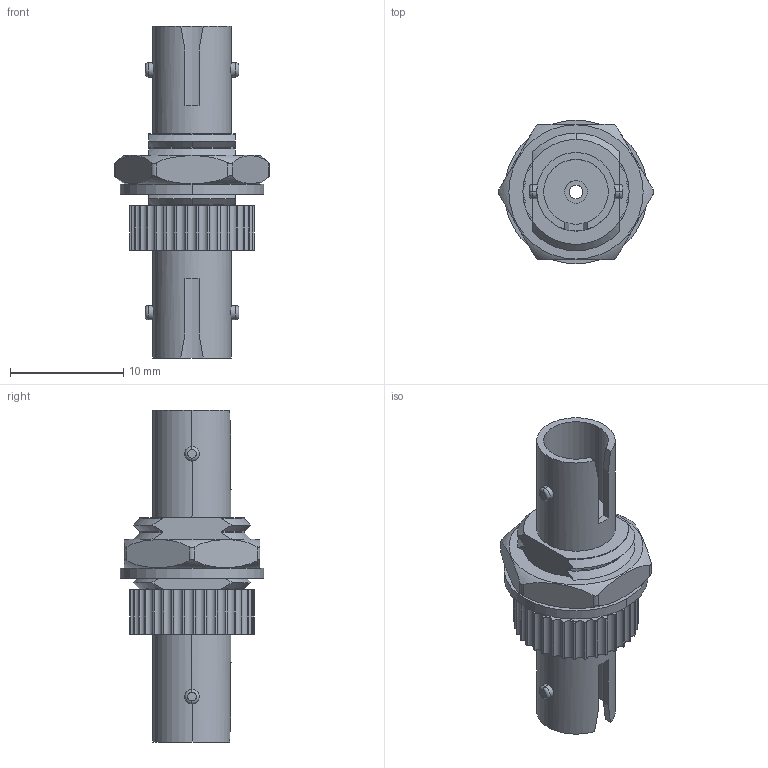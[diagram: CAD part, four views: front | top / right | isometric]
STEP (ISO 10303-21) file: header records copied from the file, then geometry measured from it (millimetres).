
FILE_DESCRIPTION (( 'STEP AP214' ), '1' );
FILE_NAME ('FOA-001_3D.step', '2025-06-04T15:05:04', ( '' ), ( '' ), 'SwSTEP 2.0', 'SolidWorks 2022', '' );
FILE_SCHEMA (( 'AUTOMOTIVE_DESIGN' ));
Length unit declared in the file: inch
Products named in the file (6): FOA-001_SLEEVE; FOA-001_BUSH; FOA-001; 3AA02-001; FOA-001_3D; 3AA03-001
Assembly tree (5 placements, depth 2):
  FOA-001_3D
    FOA-001
    3AA03-001
    3AA02-001
    FOA-001_BUSH
    FOA-001_SLEEVE
Bounding box: 13.7 x 12.7 x 29.34 mm (x, y, z)
Volume: 1282.8 mm3; surface area: 1996.3 mm2
Topology: 5 solids, 5 shells, 310 faces, 876 edges, 578 vertices
Faces by surface type: cylinder 174, plane 92, cone 32, torus 12
Entity records: 10806 total; most frequent: CARTESIAN_POINT 2256, DIRECTION 1836, ORIENTED_EDGE 1752, EDGE_CURVE 876, AXIS2_PLACEMENT_3D 726, VERTEX_POINT 578, CIRCLE 408, LINE 384
